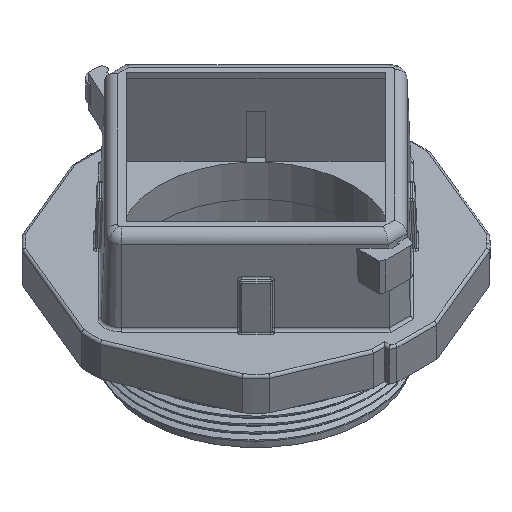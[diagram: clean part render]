
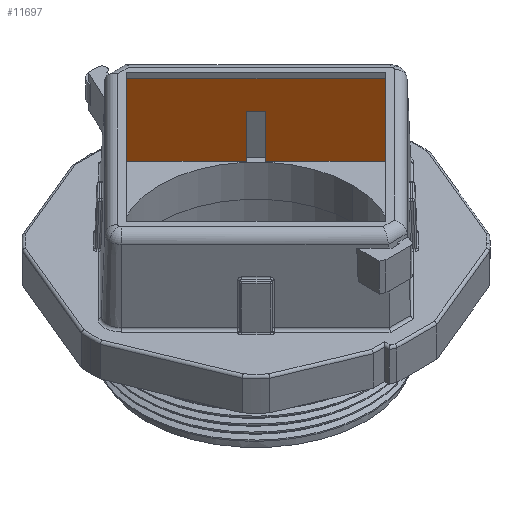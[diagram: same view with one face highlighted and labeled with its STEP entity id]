
A CAD part, isometric view. The second image highlights one B-rep face of the part: STEP entity #11697.
In plain terms, the highlighted planar face has unit normal (-0.707, -0.707, -0.035).
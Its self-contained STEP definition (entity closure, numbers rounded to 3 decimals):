
#120 = VECTOR ( 'NONE', #14125, 1000. ) ;
#350 = DIRECTION ( 'NONE',  ( -0.025, -0.025, 0.999 ) ) ;
#605 = LINE ( 'NONE', #1964, #120 ) ;
#1218 = EDGE_CURVE ( 'NONE', #9267, #4483, #16156, .T. ) ;
#1230 = DIRECTION ( 'NONE',  ( -0.707, 0.707, 0. ) ) ;
#1601 = CARTESIAN_POINT ( 'NONE',  ( 15.864, 13.742, 16.5 ) ) ;
#1663 = CARTESIAN_POINT ( 'NONE',  ( 13.742, 15.864, 16.5 ) ) ;
#1725 = CARTESIAN_POINT ( 'NONE',  ( 13.742, 15.864, 16.5 ) ) ;
#1878 = VECTOR ( 'NONE', #20333, 1000. ) ;
#1902 = DIRECTION ( 'NONE',  ( 0., 0.049, -0.999 ) ) ;
#1941 = ORIENTED_EDGE ( 'NONE', *, *, #1218, .T. ) ;
#1964 = CARTESIAN_POINT ( 'NONE',  ( 0.407, 29.668, 7. ) ) ;
#2306 = VECTOR ( 'NONE', #8248, 1000. ) ;
#2465 = EDGE_CURVE ( 'NONE', #4766, #20509, #4361, .T. ) ;
#2592 = DIRECTION ( 'NONE',  ( -0.707, -0.707, -0.035 ) ) ;
#2783 = CARTESIAN_POINT ( 'NONE',  ( 15.864, 13.742, 16.5 ) ) ;
#2945 = CARTESIAN_POINT ( 'NONE',  ( 29.26, 0., 23.5 ) ) ;
#3282 = ORIENTED_EDGE ( 'NONE', *, *, #19378, .F. ) ;
#3434 = EDGE_CURVE ( 'NONE', #18379, #4766, #4091, .T. ) ;
#3435 = VECTOR ( 'NONE', #1902, 1000. ) ;
#3492 = CARTESIAN_POINT ( 'NONE',  ( 16.098, 13.977, 7. ) ) ;
#3539 = ORIENTED_EDGE ( 'NONE', *, *, #13541, .T. ) ;
#3805 = ORIENTED_EDGE ( 'NONE', *, *, #17799, .T. ) ;
#4091 = LINE ( 'NONE', #10702, #6488 ) ;
#4361 = LINE ( 'NONE', #21697, #8759 ) ;
#4483 = VERTEX_POINT ( 'NONE', #1725 ) ;
#4766 = VERTEX_POINT ( 'NONE', #5424 ) ;
#5378 = ORIENTED_EDGE ( 'NONE', *, *, #8777, .T. ) ;
#5424 = CARTESIAN_POINT ( 'NONE',  ( 30.075, 0., 7. ) ) ;
#5698 = CARTESIAN_POINT ( 'NONE',  ( 0., 29.26, 23.5 ) ) ;
#5959 = VERTEX_POINT ( 'NONE', #6532 ) ;
#6040 = VERTEX_POINT ( 'NONE', #5698 ) ;
#6488 = VECTOR ( 'NONE', #10714, 1000. ) ;
#6532 = CARTESIAN_POINT ( 'NONE',  ( 0., 29.654, 15.52 ) ) ;
#6699 = CARTESIAN_POINT ( 'NONE',  ( 13.977, 16.098, 7. ) ) ;
#7033 = DIRECTION ( 'NONE',  ( 0., 0.049, -0.999 ) ) ;
#7161 = EDGE_CURVE ( 'NONE', #18379, #6040, #20320, .T. ) ;
#7261 = ORIENTED_EDGE ( 'NONE', *, *, #7161, .T. ) ;
#7707 = VERTEX_POINT ( 'NONE', #14598 ) ;
#7847 = ORIENTED_EDGE ( 'NONE', *, *, #3434, .F. ) ;
#8103 = ORIENTED_EDGE ( 'NONE', *, *, #2465, .F. ) ;
#8248 = DIRECTION ( 'NONE',  ( -0.707, 0.707, 0. ) ) ;
#8571 = LINE ( 'NONE', #2783, #2306 ) ;
#8759 = VECTOR ( 'NONE', #10338, 1000. ) ;
#8777 = EDGE_CURVE ( 'NONE', #6040, #5959, #22058, .T. ) ;
#8849 = CARTESIAN_POINT ( 'NONE',  ( 0., 29.655, 15.5 ) ) ;
#9267 = VERTEX_POINT ( 'NONE', #6699 ) ;
#9522 = ORIENTED_EDGE ( 'NONE', *, *, #10331, .F. ) ;
#9955 = LINE ( 'NONE', #12816, #1878 ) ;
#10045 = EDGE_CURVE ( 'NONE', #13991, #4483, #8571, .T. ) ;
#10069 = PLANE ( 'NONE',  #11719 ) ;
#10331 = EDGE_CURVE ( 'NONE', #20509, #13991, #9955, .T. ) ;
#10338 = DIRECTION ( 'NONE',  ( -0.707, 0.707, 0. ) ) ;
#10702 = CARTESIAN_POINT ( 'NONE',  ( 29.189, 0., 24.942 ) ) ;
#10714 = DIRECTION ( 'NONE',  ( 0.049, 0., -0.999 ) ) ;
#10893 = ORIENTED_EDGE ( 'NONE', *, *, #10045, .F. ) ;
#11462 = CARTESIAN_POINT ( 'NONE',  ( 0., 29.26, 23.5 ) ) ;
#11697 = ADVANCED_FACE ( 'NONE', ( #22631 ), #10069, .T. ) ;
#11719 = AXIS2_PLACEMENT_3D ( 'NONE', #16757, #2592, #20476 ) ;
#12816 = CARTESIAN_POINT ( 'NONE',  ( 15.864, 13.742, 16.5 ) ) ;
#13452 = CARTESIAN_POINT ( 'NONE',  ( 0., 29.26, 23.5 ) ) ;
#13541 = EDGE_CURVE ( 'NONE', #18136, #7707, #13806, .T. ) ;
#13806 = LINE ( 'NONE', #14069, #3435 ) ;
#13991 = VERTEX_POINT ( 'NONE', #1601 ) ;
#14069 = CARTESIAN_POINT ( 'NONE',  ( 0., 29.26, 23.5 ) ) ;
#14125 = DIRECTION ( 'NONE',  ( -0.707, 0.707, 0. ) ) ;
#14598 = CARTESIAN_POINT ( 'NONE',  ( 0., 30.075, 7. ) ) ;
#16156 = LINE ( 'NONE', #1663, #18613 ) ;
#16757 = CARTESIAN_POINT ( 'NONE',  ( 0., 29.26, 23.5 ) ) ;
#17799 = EDGE_CURVE ( 'NONE', #5959, #18136, #22279, .T. ) ;
#18092 = EDGE_LOOP ( 'NONE', ( #10893, #9522, #8103, #7847, #7261, #5378, #3805, #3539, #3282, #1941 ) ) ;
#18136 = VERTEX_POINT ( 'NONE', #8849 ) ;
#18379 = VERTEX_POINT ( 'NONE', #2945 ) ;
#18613 = VECTOR ( 'NONE', #350, 1000. ) ;
#19378 = EDGE_CURVE ( 'NONE', #9267, #7707, #605, .T. ) ;
#19387 = CARTESIAN_POINT ( 'NONE',  ( 0., 29.26, 23.5 ) ) ;
#20320 = LINE ( 'NONE', #11462, #20614 ) ;
#20333 = DIRECTION ( 'NONE',  ( -0.025, -0.025, 0.999 ) ) ;
#20476 = DIRECTION ( 'NONE',  ( 0.707, -0.707, 0. ) ) ;
#20509 = VERTEX_POINT ( 'NONE', #3492 ) ;
#20614 = VECTOR ( 'NONE', #1230, 1000. ) ;
#20695 = VECTOR ( 'NONE', #20879, 1000. ) ;
#20879 = DIRECTION ( 'NONE',  ( 0., 0.049, -0.999 ) ) ;
#21697 = CARTESIAN_POINT ( 'NONE',  ( 0.407, 29.668, 7. ) ) ;
#22058 = LINE ( 'NONE', #13452, #20695 ) ;
#22279 = LINE ( 'NONE', #19387, #22559 ) ;
#22559 = VECTOR ( 'NONE', #7033, 1000. ) ;
#22631 = FACE_OUTER_BOUND ( 'NONE', #18092, .T. ) ;
